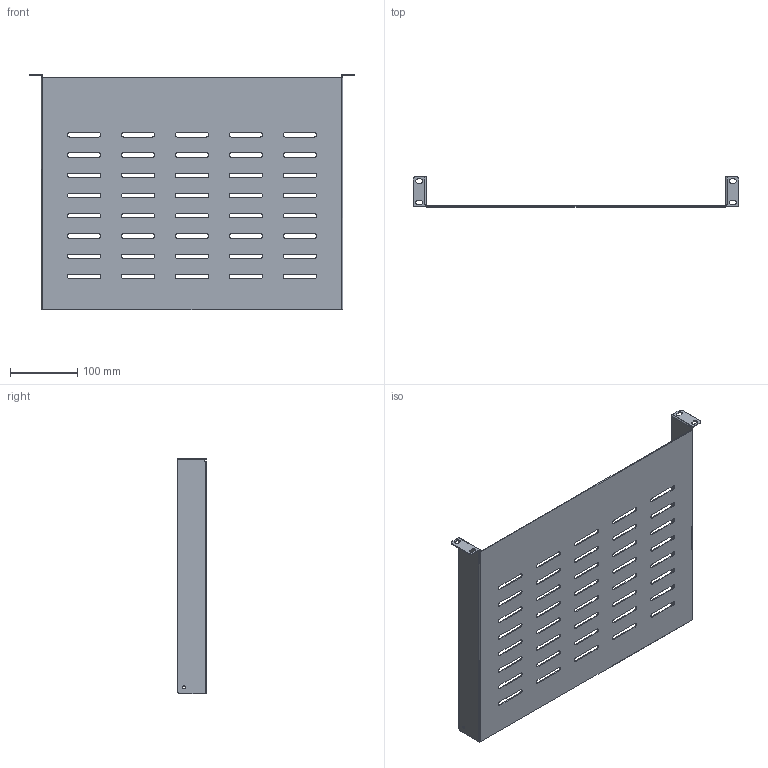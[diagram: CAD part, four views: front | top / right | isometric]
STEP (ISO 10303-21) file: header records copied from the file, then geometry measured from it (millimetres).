
FILE_DESCRIPTION (( 'STEP AP214' ), '1' );
FILE_NAME ('LC-SW2P1USH350NP2-W_LC_3D.step', '2023-06-23T21:33:34', ( '' ), ( '' ), 'SwSTEP 2.0', 'SolidWorks 2022', '' );
FILE_SCHEMA (( 'AUTOMOTIVE_DESIGN' ));
Length unit declared in the file: millimetre
Products named in the file (1): LC-SW2P1USH350NP2-W_LC_3D
Bounding box: 483 x 44 x 350 mm (x, y, z)
Volume: 258200.8 mm3; surface area: 353680.7 mm2
Topology: 1 solids, 1 shells, 238 faces, 684 edges, 448 vertices
Faces by surface type: plane 126, cylinder 112
Entity records: 12524 total; most frequent: CARTESIAN_POINT 6765, ORIENTED_EDGE 1368, DIRECTION 832, EDGE_CURVE 684, VERTEX_POINT 448, B_SPLINE_CURVE_WITH_KNOTS 354, EDGE_LOOP 330, LINE 306
